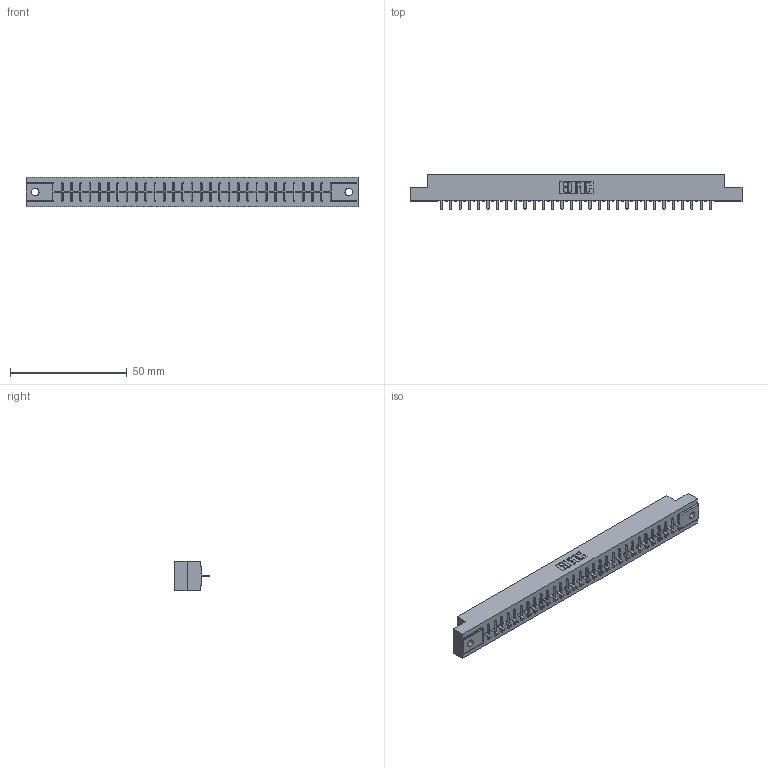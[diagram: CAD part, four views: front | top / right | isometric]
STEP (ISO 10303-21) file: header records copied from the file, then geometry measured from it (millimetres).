
FILE_DESCRIPTION (( 'STEP AP203' ), '1' );
FILE_NAME ('316-030-421-102.STEP', '2020-09-23T00:39:05', ( '' ), ( '' ), 'SwSTEP 2.0', 'SolidWorks 2020', '' );
FILE_SCHEMA (( 'CONFIG_CONTROL_DESIGN' ));
Length unit declared in the file: inch
Products named in the file (3): 306-290-001_121; 306 Part_.128 Dia; 316-030-421-102
Assembly tree (31 placements, depth 2):
  316-030-421-102
    306 Part_.128 Dia
    306-290-001_121  x30
Bounding box: 141.88 x 14.88 x 12.7 mm (x, y, z)
Volume: 15511.1 mm3; surface area: 15285.3 mm2
Topology: 31 solids, 31 shells, 2216 faces, 6226 edges, 3988 vertices
Faces by surface type: plane 1478, cylinder 618, sphere 120
Entity records: 29489 total; most frequent: CARTESIAN_POINT 4949, ORIENTED_EDGE 4904, DIRECTION 4882, EDGE_CURVE 2452, VECTOR 1912, LINE 1912, VERTEX_POINT 1552, AXIS2_PLACEMENT_3D 1485
